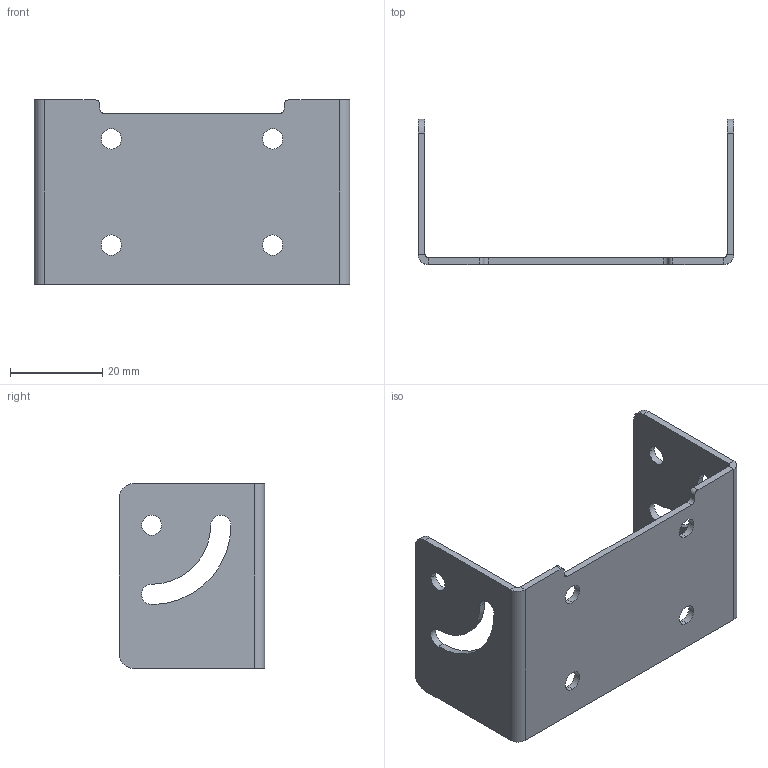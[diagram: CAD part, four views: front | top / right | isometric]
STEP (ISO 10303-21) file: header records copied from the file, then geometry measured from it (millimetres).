
FILE_DESCRIPTION (( 'STEP AP214' ), '1' );
FILE_NAME ('盓殤-鍼踢.STEP', '2022-01-19T17:59:28', ( '' ), ( '' ), 'SwSTEP 2.0', 'SolidWorks 2019', '' );
FILE_SCHEMA (( 'AUTOMOTIVE_DESIGN' ));
Length unit declared in the file: millimetre
Products named in the file (1): 盓殤-鍼踢
Bounding box: 68.5 x 31.5 x 40 mm (x, y, z)
Volume: 6950.4 mm3; surface area: 10073.9 mm2
Topology: 1 solids, 1 shells, 54 faces, 140 edges, 88 vertices
Faces by surface type: cylinder 32, plane 22
Entity records: 1726 total; most frequent: DIRECTION 314, CARTESIAN_POINT 283, ORIENTED_EDGE 280, EDGE_CURVE 140, AXIS2_PLACEMENT_3D 119, VERTEX_POINT 88, VECTOR 76, LINE 76
